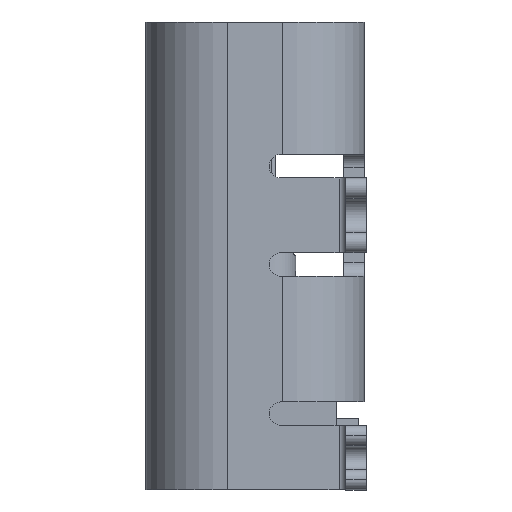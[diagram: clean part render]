
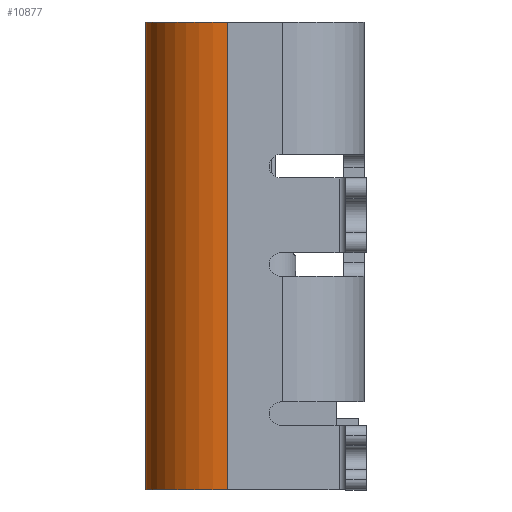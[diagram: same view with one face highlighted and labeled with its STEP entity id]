
A CAD part, left-side view. The second image highlights one B-rep face of the part: STEP entity #10877.
In plain terms, the highlighted cylindrical face has radius 1.2 mm (diameter 2.4 mm), a partial arc.
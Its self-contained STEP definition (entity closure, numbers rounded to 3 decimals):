
#29 = ORIENTED_EDGE ( 'NONE', *, *, #10029, .F. ) ;
#334 = CARTESIAN_POINT ( 'NONE',  ( -3.27, 3.25, -4.05 ) ) ;
#462 = ORIENTED_EDGE ( 'NONE', *, *, #7508, .F. ) ;
#1541 = VERTEX_POINT ( 'NONE', #8866 ) ;
#1665 = LINE ( 'NONE', #4918, #10852 ) ;
#2190 = CIRCLE ( 'NONE', #11760, 1.2 ) ;
#2767 = CARTESIAN_POINT ( 'NONE',  ( -4.47, 2.05, -4.05 ) ) ;
#2971 = FACE_OUTER_BOUND ( 'NONE', #8629, .T. ) ;
#3759 = CARTESIAN_POINT ( 'NONE',  ( -3.27, 2.05, -4.05 ) ) ;
#3859 = LINE ( 'NONE', #4856, #9816 ) ;
#4076 = DIRECTION ( 'NONE',  ( 0., 0., 1. ) ) ;
#4550 = CARTESIAN_POINT ( 'NONE',  ( -3.27, 3.25, 2.85 ) ) ;
#4856 = CARTESIAN_POINT ( 'NONE',  ( -3.27, 3.25, -4.05 ) ) ;
#4897 = DIRECTION ( 'NONE',  ( 1., 0., 0. ) ) ;
#4918 = CARTESIAN_POINT ( 'NONE',  ( -4.47, 2.05, -4.05 ) ) ;
#5411 = ORIENTED_EDGE ( 'NONE', *, *, #8213, .T. ) ;
#6117 = DIRECTION ( 'NONE',  ( 1., 0., 0. ) ) ;
#7453 = CARTESIAN_POINT ( 'NONE',  ( -3.27, 2.05, -4.05 ) ) ;
#7508 = EDGE_CURVE ( 'NONE', #10300, #8187, #3859, .T. ) ;
#7903 = VERTEX_POINT ( 'NONE', #2767 ) ;
#8187 = VERTEX_POINT ( 'NONE', #4550 ) ;
#8213 = EDGE_CURVE ( 'NONE', #1541, #8187, #10782, .T. ) ;
#8306 = DIRECTION ( 'NONE',  ( 0., 0., 1. ) ) ;
#8448 = AXIS2_PLACEMENT_3D ( 'NONE', #9107, #12411, #12556 ) ;
#8629 = EDGE_LOOP ( 'NONE', ( #9988, #5411, #462, #29 ) ) ;
#8866 = CARTESIAN_POINT ( 'NONE',  ( -4.47, 2.05, 2.85 ) ) ;
#9107 = CARTESIAN_POINT ( 'NONE',  ( -3.27, 2.05, 2.85 ) ) ;
#9511 = DIRECTION ( 'NONE',  ( 0., 0., -1. ) ) ;
#9816 = VECTOR ( 'NONE', #4076, 1000. ) ;
#9988 = ORIENTED_EDGE ( 'NONE', *, *, #13369, .T. ) ;
#10029 = EDGE_CURVE ( 'NONE', #7903, #10300, #2190, .T. ) ;
#10300 = VERTEX_POINT ( 'NONE', #334 ) ;
#10564 = CYLINDRICAL_SURFACE ( 'NONE', #14075, 1.2 ) ;
#10782 = CIRCLE ( 'NONE', #8448, 1.2 ) ;
#10852 = VECTOR ( 'NONE', #13979, 1000. ) ;
#10877 = ADVANCED_FACE ( 'NONE', ( #2971 ), #10564, .T. ) ;
#11760 = AXIS2_PLACEMENT_3D ( 'NONE', #7453, #9511, #6117 ) ;
#12411 = DIRECTION ( 'NONE',  ( 0., 0., -1. ) ) ;
#12556 = DIRECTION ( 'NONE',  ( 1., 0., 0. ) ) ;
#13369 = EDGE_CURVE ( 'NONE', #7903, #1541, #1665, .T. ) ;
#13979 = DIRECTION ( 'NONE',  ( 0., 0., 1. ) ) ;
#14075 = AXIS2_PLACEMENT_3D ( 'NONE', #3759, #8306, #4897 ) ;
